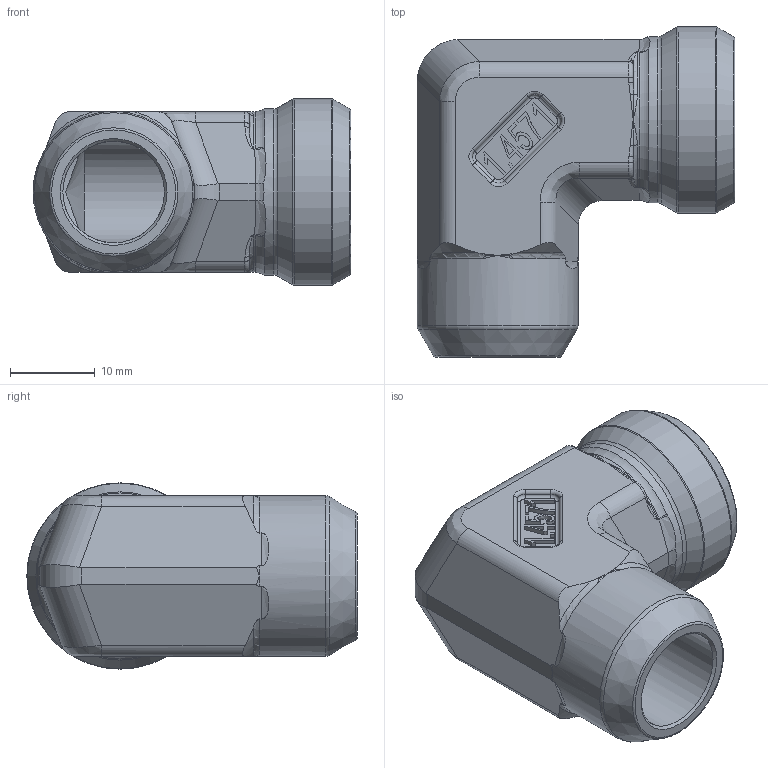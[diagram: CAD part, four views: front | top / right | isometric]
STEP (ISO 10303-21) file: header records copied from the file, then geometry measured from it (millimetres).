
FILE_DESCRIPTION(/* description */ (''),/* implementation_level */ '2;1');
FILE_NAME(/* name */ 'X-WAV15.stp',/* time_stamp */ '2025-01-16T11:45:08+01:00',/* author */ (''),/* organization */ (''),/* preprocessor_version */ 'ST-DEVELOPER v16',/* originating_system */ 'SIEMENS PLM Software NX 10.0',/* authorisation */ '');
FILE_SCHEMA (('AP203_CONFIGURATION_CONTROLLED_3D_DESIGN_OF_MECHANICAL_PARTS_AND_ASSEMBLIES_MIM_LF { 1 0 10303 403 2 1 2}'));
Length unit declared in the file: millimetre
Products named in the file (1): nwer41844EE665wu
Bounding box: 37.5 x 39 x 22 mm (x, y, z)
Volume: 10070.9 mm3; surface area: 6020.8 mm2
Topology: 1 solids, 1 shells, 272 faces, 695 edges, 424 vertices
Faces by surface type: plane 102, cylinder 54, bspline 50, torus 41, extrusion 13, cone 12
Full cylindrical faces by diameter (mm): 12 x2, 15.2 x1, 19 x1, 19.6 x1, 22 x1
Entity records: 9829 total; most frequent: CARTESIAN_POINT 3749, ORIENTED_EDGE 1312, DIRECTION 1105, EDGE_CURVE 656, VERTEX_POINT 420, AXIS2_PLACEMENT_3D 391, VECTOR 323, LINE 310
